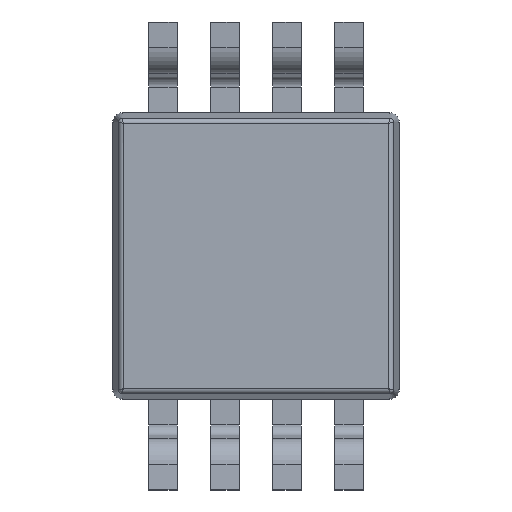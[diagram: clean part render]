
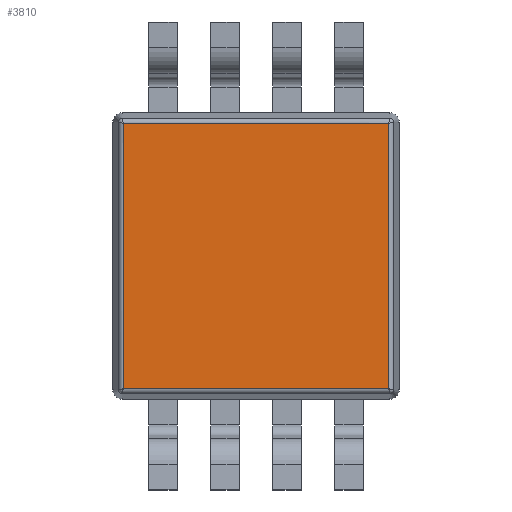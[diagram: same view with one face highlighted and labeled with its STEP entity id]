
A CAD part, front view. The second image highlights one B-rep face of the part: STEP entity #3810.
In plain terms, the highlighted planar face has unit normal (0, -1, 0).
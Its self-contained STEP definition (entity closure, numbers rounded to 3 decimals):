
#74 = DIRECTION ( 'NONE',  ( 0., 0., 1. ) ) ;
#121 = FACE_OUTER_BOUND ( 'NONE', #4996, .T. ) ;
#802 = CARTESIAN_POINT ( 'NONE',  ( 1.4, -0.474, -1.4 ) ) ;
#839 = DIRECTION ( 'NONE',  ( 0., -1., 0. ) ) ;
#901 = ORIENTED_EDGE ( 'NONE', *, *, #2622, .T. ) ;
#1245 = CARTESIAN_POINT ( 'NONE',  ( -1.39, -0.474, 1.39 ) ) ;
#1376 = VERTEX_POINT ( 'NONE', #1801 ) ;
#1398 = LINE ( 'NONE', #2272, #4807 ) ;
#1801 = CARTESIAN_POINT ( 'NONE',  ( 1.39, -0.474, -1.39 ) ) ;
#1820 = EDGE_CURVE ( 'NONE', #4036, #2835, #1398, .T. ) ;
#1881 = CARTESIAN_POINT ( 'NONE',  ( -1.39, -0.474, -1.39 ) ) ;
#1884 = CARTESIAN_POINT ( 'NONE',  ( 1.39, -0.474, 1.39 ) ) ;
#2052 = LINE ( 'NONE', #2572, #5047 ) ;
#2272 = CARTESIAN_POINT ( 'NONE',  ( -1.39, -0.474, -1.4 ) ) ;
#2425 = LINE ( 'NONE', #3772, #4604 ) ;
#2498 = ORIENTED_EDGE ( 'NONE', *, *, #3079, .T. ) ;
#2572 = CARTESIAN_POINT ( 'NONE',  ( 1.39, -0.474, 1.4 ) ) ;
#2622 = EDGE_CURVE ( 'NONE', #1376, #3663, #2052, .T. ) ;
#2690 = DIRECTION ( 'NONE',  ( 0., 0., -1. ) ) ;
#2835 = VERTEX_POINT ( 'NONE', #1881 ) ;
#2877 = DIRECTION ( 'NONE',  ( 0., 0., -1. ) ) ;
#3079 = EDGE_CURVE ( 'NONE', #2835, #1376, #2425, .T. ) ;
#3427 = DIRECTION ( 'NONE',  ( 1., 0., 0. ) ) ;
#3553 = CARTESIAN_POINT ( 'NONE',  ( -1.4, -0.474, 1.39 ) ) ;
#3663 = VERTEX_POINT ( 'NONE', #1884 ) ;
#3772 = CARTESIAN_POINT ( 'NONE',  ( 1.4, -0.474, -1.39 ) ) ;
#3810 = ADVANCED_FACE ( 'NONE', ( #121 ), #5278, .T. ) ;
#3938 = DIRECTION ( 'NONE',  ( -1., 0., 0. ) ) ;
#4036 = VERTEX_POINT ( 'NONE', #1245 ) ;
#4193 = EDGE_CURVE ( 'NONE', #3663, #4036, #4781, .T. ) ;
#4268 = ORIENTED_EDGE ( 'NONE', *, *, #4193, .T. ) ;
#4334 = ORIENTED_EDGE ( 'NONE', *, *, #1820, .T. ) ;
#4441 = AXIS2_PLACEMENT_3D ( 'NONE', #802, #839, #2877 ) ;
#4604 = VECTOR ( 'NONE', #3427, 1000. ) ;
#4781 = LINE ( 'NONE', #3553, #5162 ) ;
#4807 = VECTOR ( 'NONE', #2690, 1000. ) ;
#4996 = EDGE_LOOP ( 'NONE', ( #4334, #2498, #901, #4268 ) ) ;
#5047 = VECTOR ( 'NONE', #74, 1000. ) ;
#5162 = VECTOR ( 'NONE', #3938, 1000. ) ;
#5278 = PLANE ( 'NONE',  #4441 ) ;
